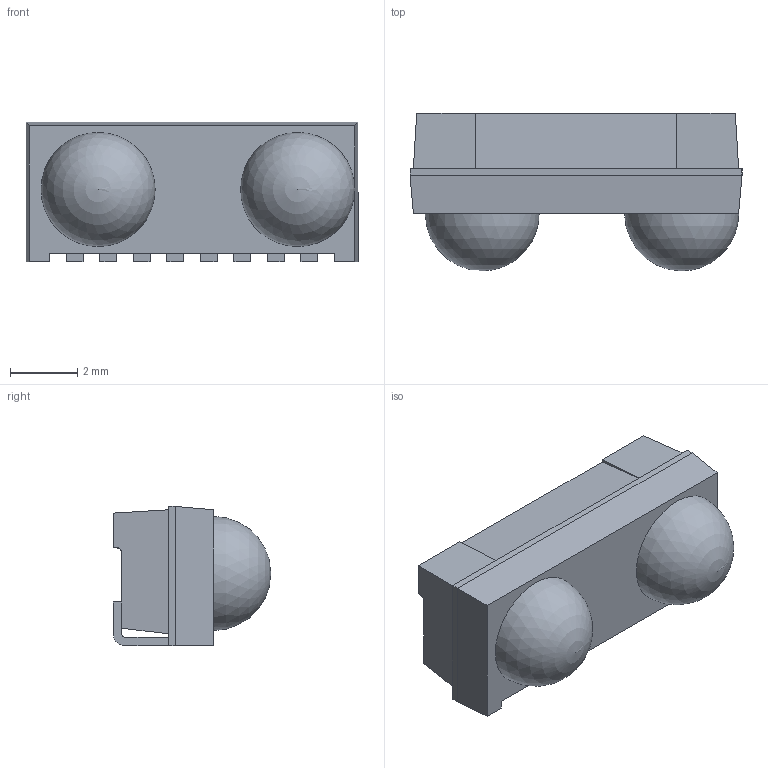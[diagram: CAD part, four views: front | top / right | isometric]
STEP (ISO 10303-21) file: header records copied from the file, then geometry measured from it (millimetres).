
FILE_DESCRIPTION (( 'STEP AP214' ), '1' );
FILE_NAME ('User Library-TFDU4101-TR3.STEP', '2017-04-26T12:35:02', ( 'Windows User' ), ( '' ), 'SwSTEP 2.0', 'SolidWorks 2017', '' );
FILE_SCHEMA (( 'AUTOMOTIVE_DESIGN' ));
Length unit declared in the file: millimetre
Products named in the file (3): User Library-TFDU4101-TR3_TFDU4101_Pin; User Library-TFDU4101-TR3_TFDU4101_Body; User Library-TFDU4101-TR3
Assembly tree (9 placements, depth 2):
  User Library-TFDU4101-TR3
    User Library-TFDU4101-TR3_TFDU4101_Body
    User Library-TFDU4101-TR3_TFDU4101_Pin  x8
Bounding box: 9.9 x 4.7 x 4.15 mm (x, y, z)
Volume: 125.1 mm3; surface area: 206.4 mm2
Topology: 9 solids, 9 shells, 107 faces, 263 edges, 174 vertices
Faces by surface type: plane 88, cylinder 16, sphere 2, bspline 1
Entity records: 1272 total; most frequent: CARTESIAN_POINT 234, DIRECTION 195, ORIENTED_EDGE 182, EDGE_CURVE 91, LINE 81, VECTOR 81, VERTEX_POINT 60, AXIS2_PLACEMENT_3D 57
